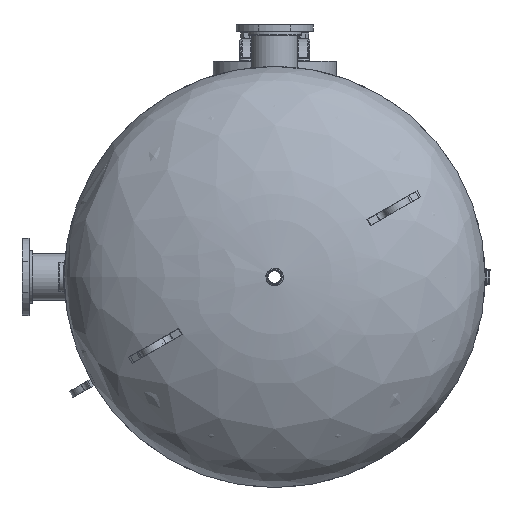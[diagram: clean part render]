
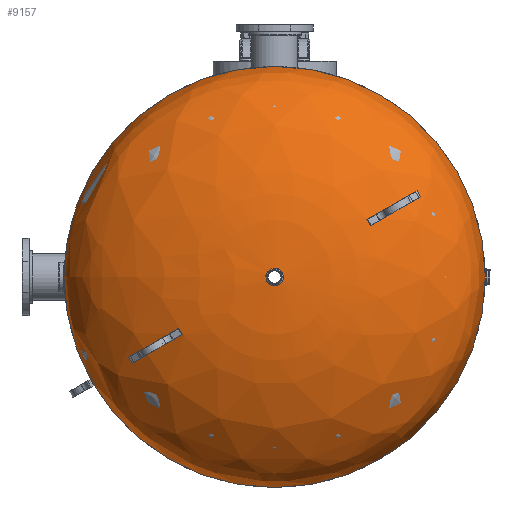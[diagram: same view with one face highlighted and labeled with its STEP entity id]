
A CAD part, left-side view. The second image highlights one B-rep face of the part: STEP entity #9157.
In plain terms, the highlighted free-form (B-spline) face has degree [2, 2] with [3, 9] control points.
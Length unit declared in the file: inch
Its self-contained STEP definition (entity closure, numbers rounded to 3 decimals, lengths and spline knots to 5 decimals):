
#209=ELLIPSE('',#10041,30.,15.156);
#668=CIRCLE('',#10039,30.);
#669=CIRCLE('',#10040,30.);
#2840=FACE_OUTER_BOUND('',#3371,.T.);
#3371=EDGE_LOOP('',(#6628,#6629,#6630,#6631,#6632));
#3952=B_SPLINE_CURVE_WITH_KNOTS('',3,(#14762,#14763,#14764,#14765,#14766,
#14767,#14768,#14769,#14770,#14771,#14772,#14773,#14774,#14775,#14776,#14777,
#14778,#14779,#14780,#14781,#14782,#14783,#14784,#14785,#14786,#14787,#14788,
#14789,#14790,#14791,#14792,#14793,#14794,#14795,#14796,#14797,#14798,#14799,
#14800),.UNSPECIFIED.,.T.,.F.,(4,2,3,2,2,2,2,2,2,2,2,2,2,2,2,2,2,2,4),(-1.00057,
-0.99224,0.,0.5618,1.12359,2.11583,
3.10807,4.1003,5.09254,6.08478,7.07701,
8.06925,9.06149,10.05372,11.04596,12.0382,
13.03044,14.02267,15.00658),.UNSPECIFIED.);
#4218=VERTEX_POINT('',#14760);
#4237=VERTEX_POINT('',#15041);
#4238=VERTEX_POINT('',#15042);
#5142=EDGE_CURVE('',#4218,#4218,#3952,.T.);
#5168=EDGE_CURVE('',#4237,#4238,#668,.T.);
#5169=EDGE_CURVE('',#4238,#4237,#669,.T.);
#5171=EDGE_CURVE('',#4237,#4218,#209,.T.);
#6628=ORIENTED_EDGE('',*,*,#5142,.T.);
#6629=ORIENTED_EDGE('',*,*,#5171,.F.);
#6630=ORIENTED_EDGE('',*,*,#5168,.T.);
#6631=ORIENTED_EDGE('',*,*,#5169,.T.);
#6632=ORIENTED_EDGE('',*,*,#5171,.T.);
#9107=(
BOUNDED_SURFACE()
B_SPLINE_SURFACE(2,2,((#15046,#15047,#15048,#15049,#15050,#15051,#15052,
#15053,#15054),(#15055,#15056,#15057,#15058,#15059,#15060,#15061,#15062,
#15063),(#15064,#15065,#15066,#15067,#15068,#15069,#15070,#15071,#15072)),
 .UNSPECIFIED.,.F.,.T.,.F.)
B_SPLINE_SURFACE_WITH_KNOTS((3,3),(3,2,2,2,3),(-1.5708,0.),
(0.,1.5708,3.14159,4.71239,6.28319),
 .UNSPECIFIED.)
GEOMETRIC_REPRESENTATION_ITEM()
RATIONAL_B_SPLINE_SURFACE(((1.,0.707,1.,0.707,1.,
0.707,1.,0.707,1.),(0.707,0.5,0.707,
0.5,0.707,0.5,0.707,0.5,0.707),(1.,
0.707,1.,0.707,1.,0.707,1.,0.707,
1.)))
REPRESENTATION_ITEM('')
SURFACE()
);
#9157=ADVANCED_FACE('',(#2840),#9107,.T.);
#10039=AXIS2_PLACEMENT_3D('',#15043,#11080,#11081);
#10040=AXIS2_PLACEMENT_3D('',#15044,#11082,#11083);
#10041=AXIS2_PLACEMENT_3D('',#15073,#11085,#11086);
#11080=DIRECTION('center_axis',(0.,0.,
1.));
#11081=DIRECTION('ref_axis',(1.,0.,0.));
#11082=DIRECTION('center_axis',(0.,0.,
1.));
#11083=DIRECTION('ref_axis',(1.,0.,0.));
#11085=DIRECTION('center_axis',(-1.,0.,0.));
#11086=DIRECTION('ref_axis',(0.,-1.,0.));
#14760=CARTESIAN_POINT('',(0.,-1.,17.11658));
#14762=CARTESIAN_POINT('Ctrl Pts',(0.,-1.,
17.11658));
#14763=CARTESIAN_POINT('Ctrl Pts',(-0.00109,-1.,
17.11658));
#14764=CARTESIAN_POINT('Ctrl Pts',(-0.00219,-1.,
17.11658));
#14765=CARTESIAN_POINT('Ctrl Pts',(-0.13349,-0.99957,
17.11658));
#14766=CARTESIAN_POINT('Ctrl Pts',(-0.26238,-0.97371,
17.11658));
#14767=CARTESIAN_POINT('Ctrl Pts',(-0.38268,-0.92388,
17.11658));
#14768=CARTESIAN_POINT('Ctrl Pts',(-0.4508,-0.89567,
17.11658));
#14769=CARTESIAN_POINT('Ctrl Pts',(-0.51558,-0.86001,
17.11658));
#14770=CARTESIAN_POINT('Ctrl Pts',(-0.63613,-0.77509,
17.11658));
#14771=CARTESIAN_POINT('Ctrl Pts',(-0.69153,-0.7261,
17.11658));
#14772=CARTESIAN_POINT('Ctrl Pts',(-0.82847,-0.57497,
17.11658));
#14773=CARTESIAN_POINT('Ctrl Pts',(-0.89622,-0.46232,
17.11658));
#14774=CARTESIAN_POINT('Ctrl Pts',(-0.98473,-0.2174,
17.11658));
#14775=CARTESIAN_POINT('Ctrl Pts',(-1.00464,-0.08746,
17.11658));
#14776=CARTESIAN_POINT('Ctrl Pts',(-0.99354,0.17273,
17.11658));
#14777=CARTESIAN_POINT('Ctrl Pts',(-0.96263,0.3005,
17.11658));
#14778=CARTESIAN_POINT('Ctrl Pts',(-0.85357,0.537,
17.11658));
#14779=CARTESIAN_POINT('Ctrl Pts',(-0.77647,0.64347,
17.11658));
#14780=CARTESIAN_POINT('Ctrl Pts',(-0.5858,0.82085,
17.11658));
#14781=CARTESIAN_POINT('Ctrl Pts',(-0.47405,0.89008,
17.11658));
#14782=CARTESIAN_POINT('Ctrl Pts',(-0.2303,0.98179,
17.11658));
#14783=CARTESIAN_POINT('Ctrl Pts',(-0.10064,1.00341,
17.11658));
#14784=CARTESIAN_POINT('Ctrl Pts',(0.15968,0.99572,
17.11658));
#14785=CARTESIAN_POINT('Ctrl Pts',(0.28784,0.96649,
17.11658));
#14786=CARTESIAN_POINT('Ctrl Pts',(0.52575,0.86055,
17.11658));
#14787=CARTESIAN_POINT('Ctrl Pts',(0.63322,0.78485,17.11658));
#14788=CARTESIAN_POINT('Ctrl Pts',(0.81309,0.59652,
17.11658));
#14789=CARTESIAN_POINT('Ctrl Pts',(0.88378,0.48568,
17.11658));
#14790=CARTESIAN_POINT('Ctrl Pts',(0.97869,0.24316,
17.11658));
#14791=CARTESIAN_POINT('Ctrl Pts',(1.002,0.11379,17.11658));
#14792=CARTESIAN_POINT('Ctrl Pts',(0.99773,-0.1466,
17.11658));
#14793=CARTESIAN_POINT('Ctrl Pts',(0.97018,-0.27514,
17.11658));
#14794=CARTESIAN_POINT('Ctrl Pts',(0.86737,-0.51441,
17.11658));
#14795=CARTESIAN_POINT('Ctrl Pts',(0.79309,-0.62287,
17.11658));
#14796=CARTESIAN_POINT('Ctrl Pts',(0.60714,-0.8052,
17.11658));
#14797=CARTESIAN_POINT('Ctrl Pts',(0.49724,-0.87733,
17.11658));
#14798=CARTESIAN_POINT('Ctrl Pts',(0.257,-0.975,
17.11658));
#14799=CARTESIAN_POINT('Ctrl Pts',(0.1291,-1.,
17.11658));
#14800=CARTESIAN_POINT('Ctrl Pts',(0.,-1.,
17.11658));
#15041=CARTESIAN_POINT('',(0.,-30.,1.969));
#15042=CARTESIAN_POINT('',(0.,30.,1.969));
#15043=CARTESIAN_POINT('Origin',(0.,0.,
1.969));
#15044=CARTESIAN_POINT('Origin',(0.,0.,
1.969));
#15046=CARTESIAN_POINT('Ctrl Pts',(0.,0.,
17.125));
#15047=CARTESIAN_POINT('Ctrl Pts',(0.,0.,
17.125));
#15048=CARTESIAN_POINT('Ctrl Pts',(0.,0.,
17.125));
#15049=CARTESIAN_POINT('Ctrl Pts',(0.,0.,
17.125));
#15050=CARTESIAN_POINT('Ctrl Pts',(0.,0.,
17.125));
#15051=CARTESIAN_POINT('Ctrl Pts',(0.,0.,
17.125));
#15052=CARTESIAN_POINT('Ctrl Pts',(0.,0.,
17.125));
#15053=CARTESIAN_POINT('Ctrl Pts',(0.,0.,
17.125));
#15054=CARTESIAN_POINT('Ctrl Pts',(0.,0.,
17.125));
#15055=CARTESIAN_POINT('Ctrl Pts',(0.,-30.,17.125));
#15056=CARTESIAN_POINT('Ctrl Pts',(30.,-30.,17.125));
#15057=CARTESIAN_POINT('Ctrl Pts',(30.,0.,17.125));
#15058=CARTESIAN_POINT('Ctrl Pts',(30.,30.,17.125));
#15059=CARTESIAN_POINT('Ctrl Pts',(0.,30.,17.125));
#15060=CARTESIAN_POINT('Ctrl Pts',(-30.,30.,17.125));
#15061=CARTESIAN_POINT('Ctrl Pts',(-30.,0.,17.125));
#15062=CARTESIAN_POINT('Ctrl Pts',(-30.,-30.,17.125));
#15063=CARTESIAN_POINT('Ctrl Pts',(0.,-30.,17.125));
#15064=CARTESIAN_POINT('Ctrl Pts',(0.,-30.,1.969));
#15065=CARTESIAN_POINT('Ctrl Pts',(30.,-30.,1.969));
#15066=CARTESIAN_POINT('Ctrl Pts',(30.,0.,1.969));
#15067=CARTESIAN_POINT('Ctrl Pts',(30.,30.,1.969));
#15068=CARTESIAN_POINT('Ctrl Pts',(0.,30.,1.969));
#15069=CARTESIAN_POINT('Ctrl Pts',(-30.,30.,1.969));
#15070=CARTESIAN_POINT('Ctrl Pts',(-30.,0.,1.969));
#15071=CARTESIAN_POINT('Ctrl Pts',(-30.,-30.,1.969));
#15072=CARTESIAN_POINT('Ctrl Pts',(0.,-30.,1.969));
#15073=CARTESIAN_POINT('Origin',(0.,0.,
1.969));
